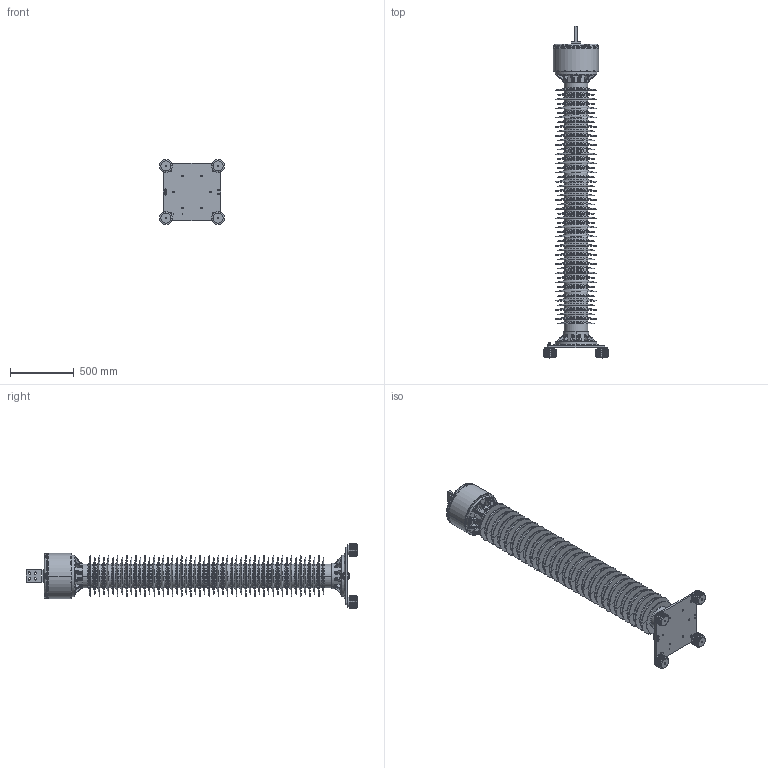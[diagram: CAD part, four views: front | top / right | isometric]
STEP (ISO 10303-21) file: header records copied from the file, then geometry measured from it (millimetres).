
FILE_DESCRIPTION((''),'2;1');
FILE_NAME('1HSE220062-921_SW0001','2016-11-02T',('sebjsjo1'),('ABB Technology Ltd.'),'PRO/ENGINEER BY PARAMETRIC TECHNOLOGY CORPORATION, 2015110','PRO/ENGINEER BY PARAMETRIC TECHNOLOGY CORPORATION, 2015110','');
FILE_SCHEMA(('CONFIG_CONTROL_DESIGN'));
Products named in the file (1): 1HSE220062-921_SW0001
Bounding box: 510 x 2611 x 510 mm (x, y, z)
Surface area: 8486878.8 mm2 (no closed solid volume)
Topology: 0 solids, 74 shells, 1683 faces, 4975 edges, 3322 vertices
Faces by surface type: torus 455, cylinder 387, cone 335, bspline 283, plane 223
Entity records: 69724 total; most frequent: CARTESIAN_POINT 26791, DIRECTION 9026, ORIENTED_EDGE 8325, EDGE_CURVE 4959, AXIS2_PLACEMENT_3D 3570, VERTEX_POINT 3322, CIRCLE 2170, VECTOR 1886
